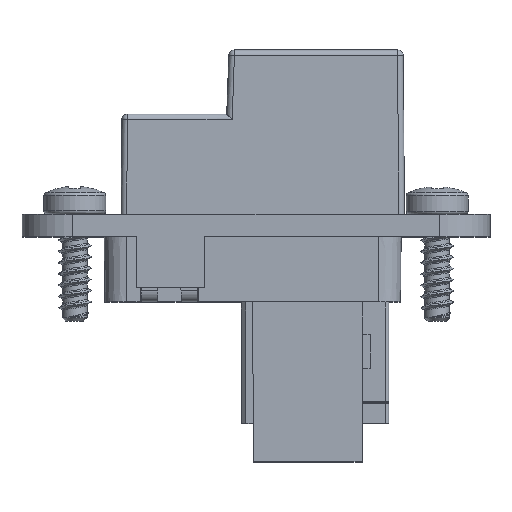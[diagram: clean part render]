
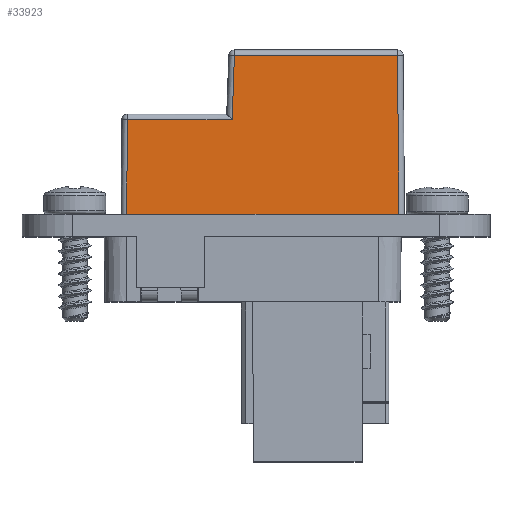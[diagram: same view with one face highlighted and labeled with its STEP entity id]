
A CAD part, top view. The second image highlights one B-rep face of the part: STEP entity #33923.
In plain terms, the highlighted planar face has unit normal (0, 0.009, 1).
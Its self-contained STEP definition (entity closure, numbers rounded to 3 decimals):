
#7643=DIRECTION('',(-1.,0.,0.));
#7644=VECTOR('',#7643,9.309);
#7645=CARTESIAN_POINT('',(-2.117,10.404,9.427));
#7646=LINE('',#7645,#7644);
#7666=DIRECTION('',(-1.,0.,0.));
#7667=VECTOR('',#7666,14.495);
#7668=CARTESIAN_POINT('',(12.577,16.104,9.377));
#7669=LINE('',#7668,#7667);
#7759=DIRECTION('',(0.035,0.999,-0.009));
#7760=VECTOR('',#7759,5.704);
#7761=CARTESIAN_POINT('',(-2.117,10.404,9.427));
#7762=LINE('',#7761,#7760);
#7763=DIRECTION('',(0.009,-1.,0.009));
#7764=VECTOR('',#7763,14.105);
#7765=CARTESIAN_POINT('',(12.577,16.104,9.377));
#7766=LINE('',#7765,#7764);
#7767=DIRECTION('',(-1.,0.,0.));
#7768=VECTOR('',#7767,24.2);
#7769=CARTESIAN_POINT('',(12.7,2.,9.5));
#7770=LINE('',#7769,#7768);
#7771=DIRECTION('',(0.009,1.,-0.009));
#7772=VECTOR('',#7771,8.405);
#7773=CARTESIAN_POINT('',(-11.5,2.,9.5));
#7774=LINE('',#7773,#7772);
#7775=CARTESIAN_POINT('',(-11.5,2.,9.5));
#13790=VERTEX_POINT('',#7775);
#13791=CARTESIAN_POINT('',(12.7,2.,9.5));
#13792=VERTEX_POINT('',#13791);
#13803=CARTESIAN_POINT('',(12.577,16.104,9.377));
#13804=VERTEX_POINT('',#13803);
#13806=CARTESIAN_POINT('',(-1.918,16.104,
9.377));
#13808=VERTEX_POINT('',#13806);
#13813=CARTESIAN_POINT('',(-2.117,10.404,
9.427));
#13814=VERTEX_POINT('',#13813);
#13949=CARTESIAN_POINT('',(-11.427,10.404,
9.427));
#13950=VERTEX_POINT('',#13949);
#33909=CARTESIAN_POINT('',(-13.717,2.,9.5));
#33910=DIRECTION('',(0.,0.009,1.));
#33911=DIRECTION('',(1.,0.,0.));
#33912=AXIS2_PLACEMENT_3D('',#33909,#33910,#33911);
#33913=PLANE('',#33912);
#33914=ORIENTED_EDGE('',*,*,#33697,.T.);
#33915=ORIENTED_EDGE('',*,*,#33738,.F.);
#33916=ORIENTED_EDGE('',*,*,#33894,.T.);
#33917=ORIENTED_EDGE('',*,*,#23015,.T.);
#33919=ORIENTED_EDGE('',*,*,#33918,.T.);
#33920=ORIENTED_EDGE('',*,*,#33675,.F.);
#33921=EDGE_LOOP('',(#33914,#33915,#33916,#33917,#33919,#33920));
#33922=FACE_OUTER_BOUND('',#33921,.F.);
#23015=EDGE_CURVE('',#13792,#13790,#7770,.T.);
#33675=EDGE_CURVE('',#13814,#13950,#7646,.T.);
#33697=EDGE_CURVE('',#13814,#13808,#7762,.T.);
#33738=EDGE_CURVE('',#13804,#13808,#7669,.T.);
#33894=EDGE_CURVE('',#13804,#13792,#7766,.T.);
#33918=EDGE_CURVE('',#13790,#13950,#7774,.T.);
#33923=ADVANCED_FACE('',(#33922),#33913,.T.);
